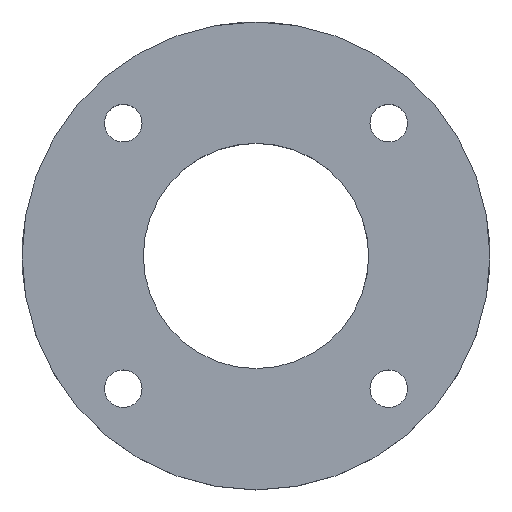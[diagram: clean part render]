
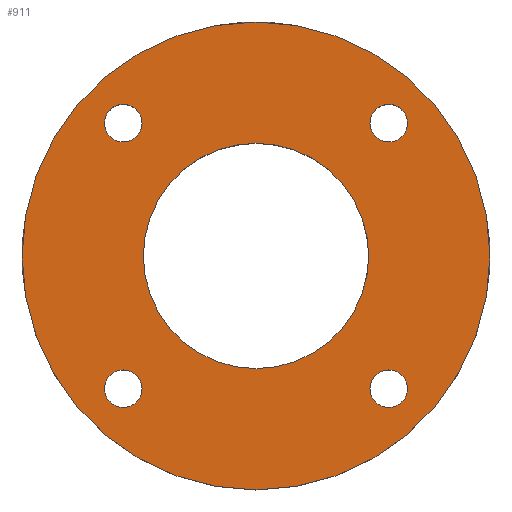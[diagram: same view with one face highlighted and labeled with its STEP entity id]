
A CAD part, top view. The second image highlights one B-rep face of the part: STEP entity #911.
In plain terms, the highlighted planar face has unit normal (0, 0, 1).
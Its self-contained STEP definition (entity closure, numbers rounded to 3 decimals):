
#1 = DIRECTION ( 'NONE',  ( 0., 0., 1. ) ) ;
#3 = CARTESIAN_POINT ( 'NONE',  ( 26.231, 22.981, 5. ) ) ;
#11 = AXIS2_PLACEMENT_3D ( 'NONE', #284, #788, #698 ) ;
#14 = EDGE_LOOP ( 'NONE', ( #526, #654 ) ) ;
#17 = FACE_BOUND ( 'NONE', #778, .T. ) ;
#29 = CARTESIAN_POINT ( 'NONE',  ( -26.231, 22.981, 5. ) ) ;
#47 = EDGE_CURVE ( 'NONE', #940, #184, #706, .T. ) ;
#61 = EDGE_CURVE ( 'NONE', #234, #611, #668, .T. ) ;
#62 = AXIS2_PLACEMENT_3D ( 'NONE', #961, #455, #1050 ) ;
#65 = CARTESIAN_POINT ( 'NONE',  ( -22.981, 22.981, 5. ) ) ;
#78 = CARTESIAN_POINT ( 'NONE',  ( -22.981, 22.981, 5. ) ) ;
#85 = CARTESIAN_POINT ( 'NONE',  ( -22.981, -22.981, 5. ) ) ;
#108 = CIRCLE ( 'NONE', #62, 40.5 ) ;
#109 = CARTESIAN_POINT ( 'NONE',  ( 22.981, -22.981, 5. ) ) ;
#113 = DIRECTION ( 'NONE',  ( 0., 0., 1. ) ) ;
#120 = VERTEX_POINT ( 'NONE', #759 ) ;
#121 = EDGE_CURVE ( 'NONE', #696, #585, #247, .T. ) ;
#152 = EDGE_LOOP ( 'NONE', ( #1069, #782 ) ) ;
#159 = EDGE_CURVE ( 'NONE', #862, #683, #632, .T. ) ;
#168 = CARTESIAN_POINT ( 'NONE',  ( 19.731, -22.981, 5. ) ) ;
#170 = PLANE ( 'NONE',  #979 ) ;
#175 = DIRECTION ( 'NONE',  ( 0., -1., 0. ) ) ;
#177 = DIRECTION ( 'NONE',  ( 0., 0., 1. ) ) ;
#183 = EDGE_CURVE ( 'NONE', #120, #352, #195, .T. ) ;
#184 = VERTEX_POINT ( 'NONE', #168 ) ;
#195 = CIRCLE ( 'NONE', #415, 3.25 ) ;
#222 = EDGE_CURVE ( 'NONE', #585, #696, #1054, .T. ) ;
#227 = DIRECTION ( 'NONE',  ( -1., 0., 0. ) ) ;
#234 = VERTEX_POINT ( 'NONE', #433 ) ;
#247 = CIRCLE ( 'NONE', #1001, 19.5 ) ;
#251 = DIRECTION ( 'NONE',  ( 0., 0., 1. ) ) ;
#275 = EDGE_CURVE ( 'NONE', #318, #889, #853, .T. ) ;
#284 = CARTESIAN_POINT ( 'NONE',  ( -22.981, -22.981, 5. ) ) ;
#289 = AXIS2_PLACEMENT_3D ( 'NONE', #495, #916, #1090 ) ;
#291 = CARTESIAN_POINT ( 'NONE',  ( -40.5, 0., 5. ) ) ;
#318 = VERTEX_POINT ( 'NONE', #584 ) ;
#333 = AXIS2_PLACEMENT_3D ( 'NONE', #65, #561, #389 ) ;
#337 = DIRECTION ( 'NONE',  ( 0., 0., 1. ) ) ;
#339 = DIRECTION ( 'NONE',  ( 1., 0., 0. ) ) ;
#341 = EDGE_CURVE ( 'NONE', #683, #862, #687, .T. ) ;
#347 = DIRECTION ( 'NONE',  ( 1., 0., 0. ) ) ;
#352 = VERTEX_POINT ( 'NONE', #653 ) ;
#357 = AXIS2_PLACEMENT_3D ( 'NONE', #78, #425, #920 ) ;
#386 = EDGE_CURVE ( 'NONE', #352, #120, #797, .T. ) ;
#389 = DIRECTION ( 'NONE',  ( 1., 0., 0. ) ) ;
#396 = CARTESIAN_POINT ( 'NONE',  ( -19.731, 22.981, 5. ) ) ;
#403 = FACE_BOUND ( 'NONE', #492, .T. ) ;
#408 = CIRCLE ( 'NONE', #520, 3.25 ) ;
#415 = AXIS2_PLACEMENT_3D ( 'NONE', #85, #337, #580 ) ;
#425 = DIRECTION ( 'NONE',  ( 0., 0., 1. ) ) ;
#428 = CARTESIAN_POINT ( 'NONE',  ( 0., 0., 5. ) ) ;
#433 = CARTESIAN_POINT ( 'NONE',  ( 40.5, 0., 5. ) ) ;
#434 = DIRECTION ( 'NONE',  ( 0., 0., 1. ) ) ;
#455 = DIRECTION ( 'NONE',  ( 0., 0., 1. ) ) ;
#458 = CARTESIAN_POINT ( 'NONE',  ( -19.5, 0., 5. ) ) ;
#465 = AXIS2_PLACEMENT_3D ( 'NONE', #428, #113, #848 ) ;
#486 = EDGE_LOOP ( 'NONE', ( #550, #734 ) ) ;
#492 = EDGE_LOOP ( 'NONE', ( #564, #574 ) ) ;
#495 = CARTESIAN_POINT ( 'NONE',  ( 0., 0., 5. ) ) ;
#502 = CARTESIAN_POINT ( 'NONE',  ( 0., 0., 5. ) ) ;
#520 = AXIS2_PLACEMENT_3D ( 'NONE', #109, #434, #227 ) ;
#523 = CIRCLE ( 'NONE', #1011, 3.25 ) ;
#526 = ORIENTED_EDGE ( 'NONE', *, *, #386, .F. ) ;
#539 = EDGE_CURVE ( 'NONE', #611, #234, #108, .T. ) ;
#545 = AXIS2_PLACEMENT_3D ( 'NONE', #581, #251, #1002 ) ;
#550 = ORIENTED_EDGE ( 'NONE', *, *, #47, .F. ) ;
#561 = DIRECTION ( 'NONE',  ( 0., 0., 1. ) ) ;
#564 = ORIENTED_EDGE ( 'NONE', *, *, #159, .F. ) ;
#574 = ORIENTED_EDGE ( 'NONE', *, *, #341, .F. ) ;
#580 = DIRECTION ( 'NONE',  ( 0., 1., 0. ) ) ;
#581 = CARTESIAN_POINT ( 'NONE',  ( 22.981, -22.981, 5. ) ) ;
#584 = CARTESIAN_POINT ( 'NONE',  ( 19.731, 22.981, 5. ) ) ;
#585 = VERTEX_POINT ( 'NONE', #770 ) ;
#611 = VERTEX_POINT ( 'NONE', #291 ) ;
#623 = FACE_BOUND ( 'NONE', #14, .T. ) ;
#632 = CIRCLE ( 'NONE', #357, 3.25 ) ;
#633 = DIRECTION ( 'NONE',  ( 0., -1., 0. ) ) ;
#641 = CARTESIAN_POINT ( 'NONE',  ( 22.981, 22.981, 5. ) ) ;
#647 = AXIS2_PLACEMENT_3D ( 'NONE', #1007, #774, #175 ) ;
#653 = CARTESIAN_POINT ( 'NONE',  ( -19.731, -22.981, 5. ) ) ;
#654 = ORIENTED_EDGE ( 'NONE', *, *, #183, .F. ) ;
#668 = CIRCLE ( 'NONE', #289, 40.5 ) ;
#673 = FACE_BOUND ( 'NONE', #486, .T. ) ;
#683 = VERTEX_POINT ( 'NONE', #29 ) ;
#687 = CIRCLE ( 'NONE', #333, 3.25 ) ;
#690 = CARTESIAN_POINT ( 'NONE',  ( 26.231, -22.981, 5. ) ) ;
#696 = VERTEX_POINT ( 'NONE', #458 ) ;
#698 = DIRECTION ( 'NONE',  ( 0., 1., 0. ) ) ;
#706 = CIRCLE ( 'NONE', #545, 3.25 ) ;
#721 = DIRECTION ( 'NONE',  ( 0., 0., 1. ) ) ;
#734 = ORIENTED_EDGE ( 'NONE', *, *, #969, .F. ) ;
#750 = FACE_BOUND ( 'NONE', #152, .T. ) ;
#754 = ORIENTED_EDGE ( 'NONE', *, *, #61, .T. ) ;
#759 = CARTESIAN_POINT ( 'NONE',  ( -26.231, -22.981, 5. ) ) ;
#770 = CARTESIAN_POINT ( 'NONE',  ( 19.5, 0., 5. ) ) ;
#774 = DIRECTION ( 'NONE',  ( 0., 0., 1. ) ) ;
#778 = EDGE_LOOP ( 'NONE', ( #841, #1086 ) ) ;
#782 = ORIENTED_EDGE ( 'NONE', *, *, #222, .F. ) ;
#788 = DIRECTION ( 'NONE',  ( 0., 0., 1. ) ) ;
#797 = CIRCLE ( 'NONE', #11, 3.25 ) ;
#802 = EDGE_CURVE ( 'NONE', #889, #318, #523, .T. ) ;
#841 = ORIENTED_EDGE ( 'NONE', *, *, #802, .F. ) ;
#844 = CARTESIAN_POINT ( 'NONE',  ( 0., 0., 5. ) ) ;
#848 = DIRECTION ( 'NONE',  ( 1., 0., 0. ) ) ;
#853 = CIRCLE ( 'NONE', #647, 3.25 ) ;
#862 = VERTEX_POINT ( 'NONE', #396 ) ;
#889 = VERTEX_POINT ( 'NONE', #3 ) ;
#911 = ADVANCED_FACE ( 'NONE', ( #17, #673, #623, #403, #965, #750 ), #170, .T. ) ;
#916 = DIRECTION ( 'NONE',  ( 0., 0., 1. ) ) ;
#920 = DIRECTION ( 'NONE',  ( 1., 0., 0. ) ) ;
#926 = EDGE_LOOP ( 'NONE', ( #1088, #754 ) ) ;
#940 = VERTEX_POINT ( 'NONE', #690 ) ;
#961 = CARTESIAN_POINT ( 'NONE',  ( 0., 0., 5. ) ) ;
#965 = FACE_OUTER_BOUND ( 'NONE', #926, .T. ) ;
#969 = EDGE_CURVE ( 'NONE', #184, #940, #408, .T. ) ;
#979 = AXIS2_PLACEMENT_3D ( 'NONE', #502, #177, #339 ) ;
#1001 = AXIS2_PLACEMENT_3D ( 'NONE', #844, #1, #347 ) ;
#1002 = DIRECTION ( 'NONE',  ( -1., 0., 0. ) ) ;
#1007 = CARTESIAN_POINT ( 'NONE',  ( 22.981, 22.981, 5. ) ) ;
#1011 = AXIS2_PLACEMENT_3D ( 'NONE', #641, #721, #633 ) ;
#1050 = DIRECTION ( 'NONE',  ( 1., 0., 0. ) ) ;
#1054 = CIRCLE ( 'NONE', #465, 19.5 ) ;
#1069 = ORIENTED_EDGE ( 'NONE', *, *, #121, .F. ) ;
#1086 = ORIENTED_EDGE ( 'NONE', *, *, #275, .F. ) ;
#1088 = ORIENTED_EDGE ( 'NONE', *, *, #539, .T. ) ;
#1090 = DIRECTION ( 'NONE',  ( 1., 0., 0. ) ) ;
